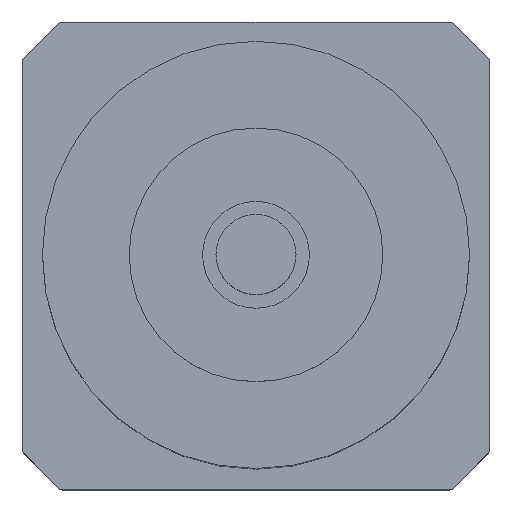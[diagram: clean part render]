
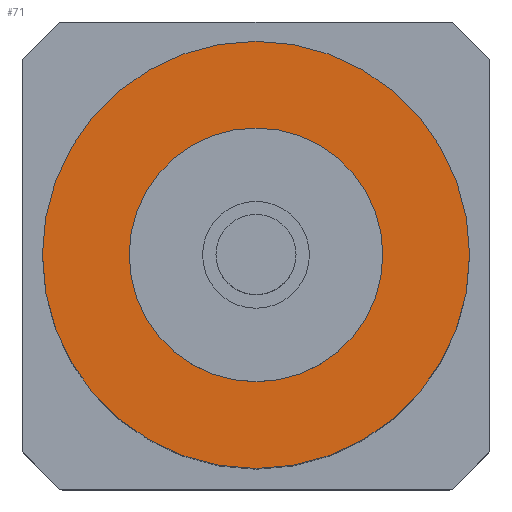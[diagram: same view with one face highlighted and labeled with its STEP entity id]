
A CAD part, top view. The second image highlights one B-rep face of the part: STEP entity #71.
In plain terms, the highlighted planar face has unit normal (0, 0, 1).
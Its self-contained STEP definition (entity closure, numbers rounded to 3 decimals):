
#2 = DIRECTION ( 'NONE',  ( 0., 0., 1. ) ) ;
#5 = DIRECTION ( 'NONE',  ( 0., 0., 1. ) ) ;
#42 = AXIS2_PLACEMENT_3D ( 'NONE', #874, #2, #299 ) ;
#71 = ADVANCED_FACE ( 'NONE', ( #961, #674 ), #165, .T. ) ;
#94 = CIRCLE ( 'NONE', #832, 16. ) ;
#95 = CIRCLE ( 'NONE', #460, 9.5 ) ;
#99 = DIRECTION ( 'NONE',  ( 1., 0., 0. ) ) ;
#146 = EDGE_CURVE ( 'NONE', #920, #187, #94, .T. ) ;
#164 = CARTESIAN_POINT ( 'NONE',  ( -9.5, 0., 62.8 ) ) ;
#165 = PLANE ( 'NONE',  #42 ) ;
#174 = VERTEX_POINT ( 'NONE', #470 ) ;
#187 = VERTEX_POINT ( 'NONE', #825 ) ;
#212 = DIRECTION ( 'NONE',  ( 0., 0., 1. ) ) ;
#232 = DIRECTION ( 'NONE',  ( 1., 0., 0. ) ) ;
#299 = DIRECTION ( 'NONE',  ( 1., 0., 0. ) ) ;
#304 = CARTESIAN_POINT ( 'NONE',  ( 0., 0., 62.8 ) ) ;
#335 = CARTESIAN_POINT ( 'NONE',  ( 0., 0., 62.8 ) ) ;
#405 = EDGE_LOOP ( 'NONE', ( #908, #962 ) ) ;
#412 = VERTEX_POINT ( 'NONE', #164 ) ;
#460 = AXIS2_PLACEMENT_3D ( 'NONE', #335, #897, #232 ) ;
#470 = CARTESIAN_POINT ( 'NONE',  ( 9.5, 0., 62.8 ) ) ;
#546 = ORIENTED_EDGE ( 'NONE', *, *, #734, .F. ) ;
#616 = EDGE_CURVE ( 'NONE', #187, #920, #900, .T. ) ;
#664 = AXIS2_PLACEMENT_3D ( 'NONE', #304, #5, #913 ) ;
#674 = FACE_OUTER_BOUND ( 'NONE', #405, .T. ) ;
#687 = EDGE_LOOP ( 'NONE', ( #868, #546 ) ) ;
#690 = CARTESIAN_POINT ( 'NONE',  ( 0., 0., 62.8 ) ) ;
#710 = CARTESIAN_POINT ( 'NONE',  ( 0., 0., 62.8 ) ) ;
#734 = EDGE_CURVE ( 'NONE', #174, #412, #95, .T. ) ;
#746 = DIRECTION ( 'NONE',  ( 1., 0., 0. ) ) ;
#750 = CARTESIAN_POINT ( 'NONE',  ( -16., 0., 62.8 ) ) ;
#825 = CARTESIAN_POINT ( 'NONE',  ( 16., 0., 62.8 ) ) ;
#832 = AXIS2_PLACEMENT_3D ( 'NONE', #690, #838, #746 ) ;
#838 = DIRECTION ( 'NONE',  ( 0., 0., 1. ) ) ;
#847 = EDGE_CURVE ( 'NONE', #412, #174, #953, .T. ) ;
#868 = ORIENTED_EDGE ( 'NONE', *, *, #847, .F. ) ;
#874 = CARTESIAN_POINT ( 'NONE',  ( 0., 0., 62.8 ) ) ;
#897 = DIRECTION ( 'NONE',  ( 0., 0., 1. ) ) ;
#900 = CIRCLE ( 'NONE', #664, 16. ) ;
#908 = ORIENTED_EDGE ( 'NONE', *, *, #146, .T. ) ;
#913 = DIRECTION ( 'NONE',  ( 1., 0., 0. ) ) ;
#920 = VERTEX_POINT ( 'NONE', #750 ) ;
#939 = AXIS2_PLACEMENT_3D ( 'NONE', #710, #212, #99 ) ;
#953 = CIRCLE ( 'NONE', #939, 9.5 ) ;
#961 = FACE_BOUND ( 'NONE', #687, .T. ) ;
#962 = ORIENTED_EDGE ( 'NONE', *, *, #616, .T. ) ;
